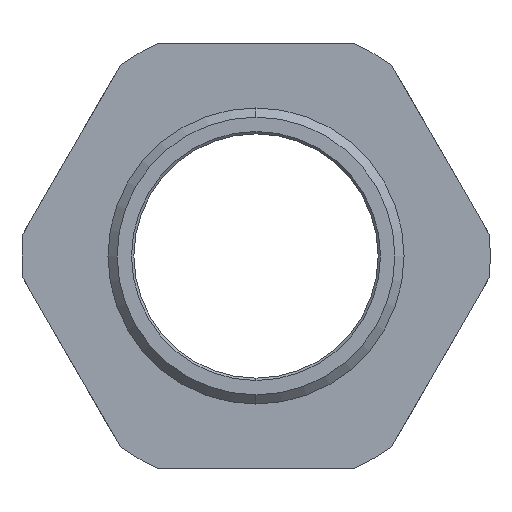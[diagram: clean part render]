
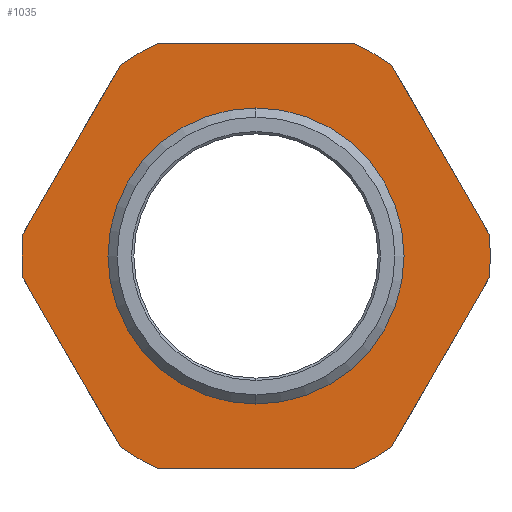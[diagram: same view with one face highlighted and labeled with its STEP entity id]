
A CAD part, left-side view. The second image highlights one B-rep face of the part: STEP entity #1035.
In plain terms, the highlighted planar face has unit normal (-1, 0, 0).
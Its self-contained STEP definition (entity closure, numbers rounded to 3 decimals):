
#31 = DIRECTION ( 'NONE',  ( 0., 0., 1. ) ) ;
#126 = EDGE_CURVE ( 'NONE', #1163, #1137, #1033, .T. ) ;
#138 = DIRECTION ( 'NONE',  ( 0., -0.5, -0.866 ) ) ;
#192 = VECTOR ( 'NONE', #138, 1000. ) ;
#210 = ORIENTED_EDGE ( 'NONE', *, *, #2333, .T. ) ;
#215 = AXIS2_PLACEMENT_3D ( 'NONE', #1642, #2142, #2947 ) ;
#218 = ORIENTED_EDGE ( 'NONE', *, *, #2231, .T. ) ;
#245 = CARTESIAN_POINT ( 'NONE',  ( 15., -14.649, -20.628 ) ) ;
#343 = VERTEX_POINT ( 'NONE', #995 ) ;
#382 = VERTEX_POINT ( 'NONE', #245 ) ;
#401 = DIRECTION ( 'NONE',  ( 0., 0., 1. ) ) ;
#433 = CARTESIAN_POINT ( 'NONE',  ( 15., -10.54, -23. ) ) ;
#514 = EDGE_CURVE ( 'NONE', #936, #1478, #1466, .T. ) ;
#531 = EDGE_CURVE ( 'NONE', #882, #716, #3220, .T. ) ;
#534 = CIRCLE ( 'NONE', #215, 25.3 ) ;
#539 = DIRECTION ( 'NONE',  ( 0., 1., 0. ) ) ;
#542 = CARTESIAN_POINT ( 'NONE',  ( 15., 10.54, -23. ) ) ;
#551 = CARTESIAN_POINT ( 'NONE',  ( 15., 10.54, 23. ) ) ;
#574 = VECTOR ( 'NONE', #2265, 1000. ) ;
#582 = CARTESIAN_POINT ( 'NONE',  ( 15., -14.649, 20.628 ) ) ;
#615 = ORIENTED_EDGE ( 'NONE', *, *, #2670, .T. ) ;
#640 = VERTEX_POINT ( 'NONE', #2138 ) ;
#656 = AXIS2_PLACEMENT_3D ( 'NONE', #1408, #1170, #401 ) ;
#666 = DIRECTION ( 'NONE',  ( 0., 0., 1. ) ) ;
#706 = CARTESIAN_POINT ( 'NONE',  ( 15., 0., 0. ) ) ;
#716 = VERTEX_POINT ( 'NONE', #2239 ) ;
#773 = DIRECTION ( 'NONE',  ( 0., 0., 1. ) ) ;
#775 = VECTOR ( 'NONE', #1920, 1000. ) ;
#789 = EDGE_LOOP ( 'NONE', ( #2725, #1863 ) ) ;
#808 = ORIENTED_EDGE ( 'NONE', *, *, #2644, .T. ) ;
#810 = CARTESIAN_POINT ( 'NONE',  ( 15., 14.649, 20.628 ) ) ;
#852 = AXIS2_PLACEMENT_3D ( 'NONE', #1772, #2309, #773 ) ;
#882 = VERTEX_POINT ( 'NONE', #2019 ) ;
#883 = CARTESIAN_POINT ( 'NONE',  ( 15., 0., 0. ) ) ;
#894 = AXIS2_PLACEMENT_3D ( 'NONE', #2843, #2341, #1267 ) ;
#916 = CARTESIAN_POINT ( 'NONE',  ( 15., 14.649, -20.628 ) ) ;
#936 = VERTEX_POINT ( 'NONE', #2058 ) ;
#982 = DIRECTION ( 'NONE',  ( 0., 0., 1. ) ) ;
#995 = CARTESIAN_POINT ( 'NONE',  ( 15., -10.54, -23. ) ) ;
#1033 = CIRCLE ( 'NONE', #2449, 25.3 ) ;
#1035 = ADVANCED_FACE ( 'NONE', ( #2427, #1617 ), #2069, .T. ) ;
#1055 = ORIENTED_EDGE ( 'NONE', *, *, #514, .T. ) ;
#1093 = ORIENTED_EDGE ( 'NONE', *, *, #2921, .T. ) ;
#1137 = VERTEX_POINT ( 'NONE', #1626 ) ;
#1163 = VERTEX_POINT ( 'NONE', #2145 ) ;
#1170 = DIRECTION ( 'NONE',  ( -1., 0., 0. ) ) ;
#1219 = VECTOR ( 'NONE', #2081, 1000. ) ;
#1246 = EDGE_CURVE ( 'NONE', #1478, #3236, #1423, .T. ) ;
#1265 = VECTOR ( 'NONE', #539, 1000. ) ;
#1267 = DIRECTION ( 'NONE',  ( 0., 0., 1. ) ) ;
#1290 = ORIENTED_EDGE ( 'NONE', *, *, #126, .T. ) ;
#1295 = LINE ( 'NONE', #433, #775 ) ;
#1371 = EDGE_LOOP ( 'NONE', ( #1093, #3165, #615, #218, #1897, #2647, #1290, #808, #210, #1055, #1518, #3070 ) ) ;
#1408 = CARTESIAN_POINT ( 'NONE',  ( 15., 0., 0. ) ) ;
#1423 = CIRCLE ( 'NONE', #1940, 25.3 ) ;
#1424 = DIRECTION ( 'NONE',  ( 0., 0., 1. ) ) ;
#1466 = LINE ( 'NONE', #551, #1265 ) ;
#1478 = VERTEX_POINT ( 'NONE', #1577 ) ;
#1508 = VERTEX_POINT ( 'NONE', #542 ) ;
#1518 = ORIENTED_EDGE ( 'NONE', *, *, #1246, .T. ) ;
#1577 = CARTESIAN_POINT ( 'NONE',  ( 15., 10.54, 23. ) ) ;
#1607 = CARTESIAN_POINT ( 'NONE',  ( 15., 14.649, -20.628 ) ) ;
#1617 = FACE_OUTER_BOUND ( 'NONE', #1371, .T. ) ;
#1626 = CARTESIAN_POINT ( 'NONE',  ( 15., -25.189, 2.372 ) ) ;
#1642 = CARTESIAN_POINT ( 'NONE',  ( 15., 0., 0. ) ) ;
#1648 = CIRCLE ( 'NONE', #2273, 25.3 ) ;
#1656 = CARTESIAN_POINT ( 'NONE',  ( 15., 25.189, 2.372 ) ) ;
#1687 = LINE ( 'NONE', #2065, #1219 ) ;
#1739 = EDGE_CURVE ( 'NONE', #716, #882, #2043, .T. ) ;
#1772 = CARTESIAN_POINT ( 'NONE',  ( 15., 16., 0. ) ) ;
#1797 = LINE ( 'NONE', #582, #2946 ) ;
#1863 = ORIENTED_EDGE ( 'NONE', *, *, #1739, .F. ) ;
#1894 = AXIS2_PLACEMENT_3D ( 'NONE', #3233, #2505, #982 ) ;
#1897 = ORIENTED_EDGE ( 'NONE', *, *, #1901, .T. ) ;
#1901 = EDGE_CURVE ( 'NONE', #343, #382, #1648, .T. ) ;
#1920 = DIRECTION ( 'NONE',  ( 0., -1., 0. ) ) ;
#1940 = AXIS2_PLACEMENT_3D ( 'NONE', #2431, #2969, #1424 ) ;
#2002 = CARTESIAN_POINT ( 'NONE',  ( 15., -14.649, 20.628 ) ) ;
#2019 = CARTESIAN_POINT ( 'NONE',  ( 15., 0., -16. ) ) ;
#2043 = CIRCLE ( 'NONE', #3302, 16. ) ;
#2058 = CARTESIAN_POINT ( 'NONE',  ( 15., -10.54, 23. ) ) ;
#2065 = CARTESIAN_POINT ( 'NONE',  ( 15., 25.189, 2.372 ) ) ;
#2069 = PLANE ( 'NONE',  #852 ) ;
#2081 = DIRECTION ( 'NONE',  ( 0., 0.5, -0.866 ) ) ;
#2086 = LINE ( 'NONE', #3286, #574 ) ;
#2138 = CARTESIAN_POINT ( 'NONE',  ( 15., 25.189, -2.372 ) ) ;
#2142 = DIRECTION ( 'NONE',  ( -1., 0., 0. ) ) ;
#2145 = CARTESIAN_POINT ( 'NONE',  ( 15., -25.189, -2.372 ) ) ;
#2205 = EDGE_CURVE ( 'NONE', #640, #3271, #2901, .T. ) ;
#2231 = EDGE_CURVE ( 'NONE', #1508, #343, #1295, .T. ) ;
#2239 = CARTESIAN_POINT ( 'NONE',  ( 15., 0., 16. ) ) ;
#2265 = DIRECTION ( 'NONE',  ( 0., -0.5, 0.866 ) ) ;
#2273 = AXIS2_PLACEMENT_3D ( 'NONE', #706, #2762, #2794 ) ;
#2309 = DIRECTION ( 'NONE',  ( -1., 0., 0. ) ) ;
#2314 = DIRECTION ( 'NONE',  ( -1., 0., 0. ) ) ;
#2333 = EDGE_CURVE ( 'NONE', #2972, #936, #3291, .T. ) ;
#2341 = DIRECTION ( 'NONE',  ( -1., 0., 0. ) ) ;
#2357 = DIRECTION ( 'NONE',  ( 0., 0.5, 0.866 ) ) ;
#2427 = FACE_BOUND ( 'NONE', #789, .T. ) ;
#2431 = CARTESIAN_POINT ( 'NONE',  ( 15., 0., 0. ) ) ;
#2449 = AXIS2_PLACEMENT_3D ( 'NONE', #2593, #2314, #31 ) ;
#2505 = DIRECTION ( 'NONE',  ( -1., 0., 0. ) ) ;
#2593 = CARTESIAN_POINT ( 'NONE',  ( 15., 0., 0. ) ) ;
#2621 = EDGE_CURVE ( 'NONE', #3236, #2851, #1687, .T. ) ;
#2644 = EDGE_CURVE ( 'NONE', #1137, #2972, #1797, .T. ) ;
#2647 = ORIENTED_EDGE ( 'NONE', *, *, #2966, .T. ) ;
#2670 = EDGE_CURVE ( 'NONE', #3271, #1508, #534, .T. ) ;
#2725 = ORIENTED_EDGE ( 'NONE', *, *, #531, .F. ) ;
#2762 = DIRECTION ( 'NONE',  ( -1., 0., 0. ) ) ;
#2794 = DIRECTION ( 'NONE',  ( 0., 0., 1. ) ) ;
#2843 = CARTESIAN_POINT ( 'NONE',  ( 15., 0., 0. ) ) ;
#2851 = VERTEX_POINT ( 'NONE', #1656 ) ;
#2901 = LINE ( 'NONE', #916, #192 ) ;
#2921 = EDGE_CURVE ( 'NONE', #2851, #640, #3178, .T. ) ;
#2932 = DIRECTION ( 'NONE',  ( -1., 0., 0. ) ) ;
#2946 = VECTOR ( 'NONE', #2357, 1000. ) ;
#2947 = DIRECTION ( 'NONE',  ( 0., 0., 1. ) ) ;
#2966 = EDGE_CURVE ( 'NONE', #382, #1163, #2086, .T. ) ;
#2969 = DIRECTION ( 'NONE',  ( -1., 0., 0. ) ) ;
#2972 = VERTEX_POINT ( 'NONE', #2002 ) ;
#3070 = ORIENTED_EDGE ( 'NONE', *, *, #2621, .T. ) ;
#3165 = ORIENTED_EDGE ( 'NONE', *, *, #2205, .T. ) ;
#3178 = CIRCLE ( 'NONE', #656, 25.3 ) ;
#3220 = CIRCLE ( 'NONE', #894, 16. ) ;
#3233 = CARTESIAN_POINT ( 'NONE',  ( 15., 0., 0. ) ) ;
#3236 = VERTEX_POINT ( 'NONE', #810 ) ;
#3271 = VERTEX_POINT ( 'NONE', #1607 ) ;
#3286 = CARTESIAN_POINT ( 'NONE',  ( 15., -25.189, -2.372 ) ) ;
#3291 = CIRCLE ( 'NONE', #1894, 25.3 ) ;
#3302 = AXIS2_PLACEMENT_3D ( 'NONE', #883, #2932, #666 ) ;
